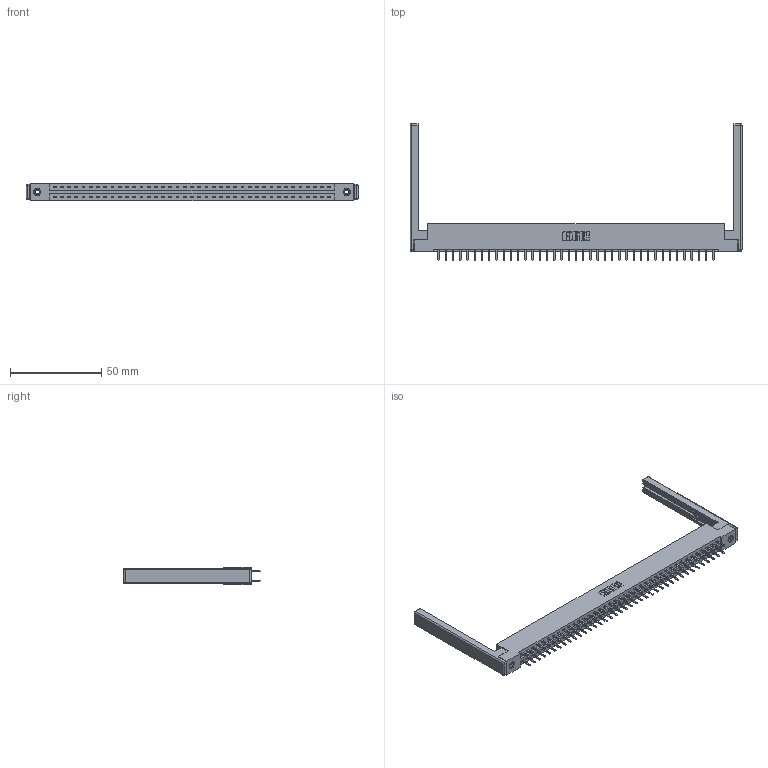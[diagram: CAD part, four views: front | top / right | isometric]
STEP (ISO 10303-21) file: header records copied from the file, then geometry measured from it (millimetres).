
FILE_DESCRIPTION (( 'STEP AP203' ), '1' );
FILE_NAME ('337-078-520-268.STEP', '2019-10-10T11:11:05', ( '' ), ( '' ), 'SwSTEP 2.0', 'SolidWorks 2016', '' );
FILE_SCHEMA (( 'CONFIG_CONTROL_DESIGN' ));
Length unit declared in the file: inch
Products named in the file (5): 337-078-520-268; 345-292-001_345-293-120; 345-250-001_345-250-001-102; 337 Part_Flush Mounting Lugs - 0.156 Dia-TI; 307-220-068
Assembly tree (83 placements, depth 2):
  337-078-520-268
    337 Part_Flush Mounting Lugs - 0.156 Dia-TI
    345-292-001_345-293-120  x78
    345-250-001_345-250-001-102  x2
    307-220-068  x2
Bounding box: 181.97 x 74.76 x 9.4 mm (x, y, z)
Volume: 23487.5 mm3; surface area: 25503.1 mm2
Topology: 83 solids, 83 shells, 4792 faces, 13883 edges, 9026 vertices
Faces by surface type: plane 3278, cylinder 1490, cone 12, sphere 8, torus 4
Entity records: 33500 total; most frequent: CARTESIAN_POINT 5623, ORIENTED_EDGE 5536, DIRECTION 4846, EDGE_CURVE 2768, VECTOR 2586, LINE 2586, VERTEX_POINT 1834, AXIS2_PLACEMENT_3D 1130
